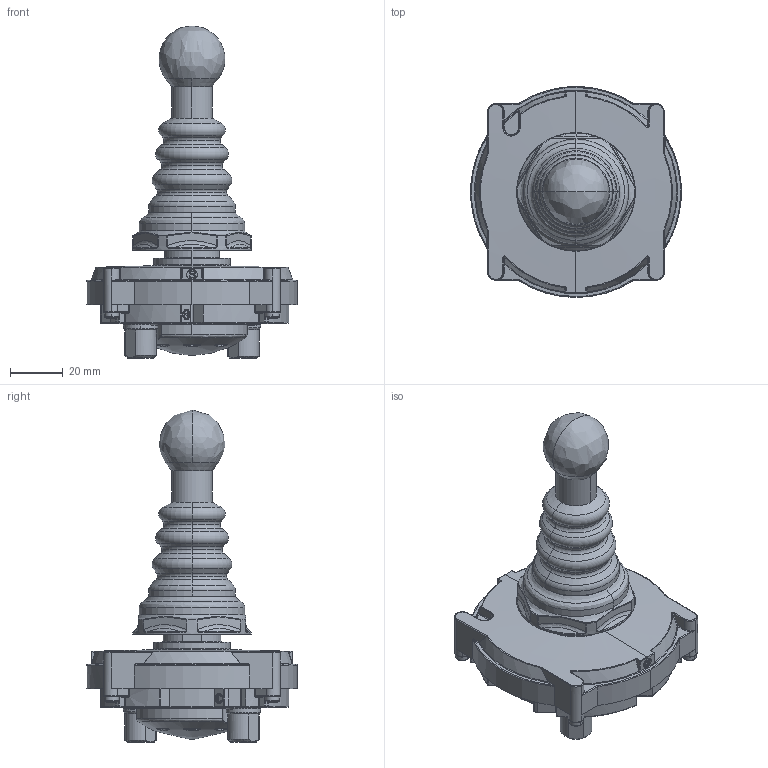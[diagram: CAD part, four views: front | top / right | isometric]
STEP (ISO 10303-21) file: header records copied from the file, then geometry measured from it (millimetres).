
FILE_DESCRIPTION (( 'STEP AP203' ), '1' );
FILE_NAME ('RK-T-42-2ST8-2.step', '2019-11-05T13:40:02', ( '' ), ( '' ), 'SwSTEP 2.0', 'SolidWorks 2019', '' );
FILE_SCHEMA (( 'CONFIG_CONTROL_DESIGN' ));
Length unit declared in the file: millimetre
Products named in the file (1): RK-T-42-2ST8-2
Bounding box: 79.92 x 80 x 126.01 mm (x, y, z)
Volume: 166503.3 mm3; surface area: 33116.9 mm2
Topology: 4 solids, 4 shells, 1383 faces, 3556 edges, 2146 vertices
Faces by surface type: bspline 568, plane 383, cylinder 350, cone 59, torus 23
Entity records: 64074 total; most frequent: CARTESIAN_POINT 35153, ORIENTED_EDGE 6938, DIRECTION 4989, EDGE_CURVE 3469, VERTEX_POINT 2146, AXIS2_PLACEMENT_3D 1868, EDGE_LOOP 1437, ADVANCED_FACE 1383
